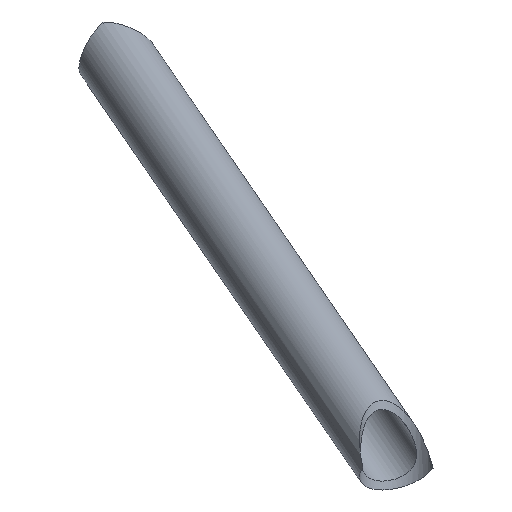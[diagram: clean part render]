
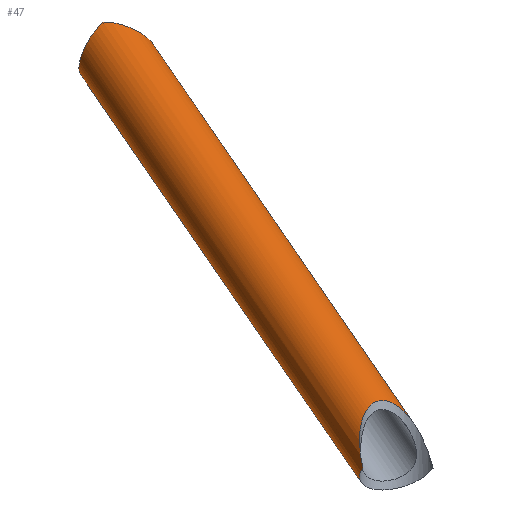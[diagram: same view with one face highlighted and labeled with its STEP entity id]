
A CAD part, top view. The second image highlights one B-rep face of the part: STEP entity #47.
In plain terms, the highlighted cylindrical face has radius 7.5 mm (diameter 15 mm), a partial arc.
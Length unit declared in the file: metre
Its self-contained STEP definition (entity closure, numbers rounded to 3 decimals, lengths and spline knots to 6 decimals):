
#47=ADVANCED_FACE('0:113',(#95),#96,.T.);
#95=FACE_OUTER_BOUND('',#140,.T.);
#96=CYLINDRICAL_SURFACE('',#141,0.0075);
#140=EDGE_LOOP('',(#221,#222,#223,#224,#225,#226,#227,#228,#229));
#141=AXIS2_PLACEMENT_3D('',#230,#231,#232);
#221=ORIENTED_EDGE('',*,*,#299,.T.);
#222=ORIENTED_EDGE('',*,*,#314,.F.);
#223=ORIENTED_EDGE('',*,*,#312,.T.);
#224=ORIENTED_EDGE('',*,*,#311,.T.);
#225=ORIENTED_EDGE('',*,*,#316,.T.);
#226=ORIENTED_EDGE('',*,*,#315,.F.);
#227=ORIENTED_EDGE('',*,*,#305,.T.);
#228=ORIENTED_EDGE('',*,*,#323,.F.);
#229=ORIENTED_EDGE('',*,*,#325,.T.);
#230=CARTESIAN_POINT('',(-1.591452,0.216288,0.246956));
#231=DIRECTION('',(-0.35,0.511,-0.785));
#232=DIRECTION('',(-0.785,-0.617,-0.051));
#299=EDGE_CURVE('',#359,#360,#361,.T.);
#305=EDGE_CURVE('',#372,#370,#373,.T.);
#311=EDGE_CURVE('0:146',#383,#380,#384,.T.);
#312=EDGE_CURVE('0:149',#381,#383,#385,.T.);
#314=EDGE_CURVE('0:134',#381,#360,#387,.T.);
#315=EDGE_CURVE('',#372,#388,#389,.T.);
#316=EDGE_CURVE('0:143',#380,#388,#390,.T.);
#323=EDGE_CURVE('0:167',#398,#370,#400,.T.);
#325=EDGE_CURVE('0:173',#398,#359,#402,.T.);
#359=VERTEX_POINT('',#567);
#360=VERTEX_POINT('',#568);
#361=LINE('',#569,#570);
#370=VERTEX_POINT('',#606);
#372=VERTEX_POINT('',#635);
#373=LINE('',#636,#637);
#380=VERTEX_POINT('',#658);
#381=VERTEX_POINT('',#659);
#383=VERTEX_POINT('',#662);
#384=B_SPLINE_CURVE_WITH_KNOTS('',3,(#663,#664,#665,#666,#667,#668,#669,#670,#671,#672,#673,#674,#675,#676,#677,#678,#679,#680,#681,#682,#683,#684,#685,#686,#687,#688,#689,#690),.UNSPECIFIED.,.F.,.F.,(4,3,3,3,3,3,3,3,3,4),(0.0,0.000016,0.000157,0.003121,0.245987,1.561917,3.539947,4.919963,6.20793,9.474037),.UNSPECIFIED.);
#385=B_SPLINE_CURVE_WITH_KNOTS('',5,(#691,#692,#693,#694,#695,#696,#697,#698,#699),.UNSPECIFIED.,.F.,.F.,(6,3,6),(0.0,3.693028,4.991803),.UNSPECIFIED.);
#387=ELLIPSE('',#701,0.00863,0.0075);
#388=VERTEX_POINT('',#702);
#389=ELLIPSE('',#703,0.015163,0.0075);
#390=ELLIPSE('',#704,0.015163,0.0075);
#398=VERTEX_POINT('',#808);
#400=B_SPLINE_CURVE_WITH_KNOTS('',3,(#810,#811,#812,#813,#814,#815,#816,#817,#818,#819,#820,#821,#822,#823,#824,#825,#826,#827,#828,#829,#830,#831,#832,#833,#834,#835,#836,#837),.UNSPECIFIED.,.F.,.F.,(4,3,3,3,3,3,3,3,3,4),(4.147701,8.117755,12.152036,15.451521,18.251529,20.860786,23.798696,27.400959,31.794571,32.922109),.UNSPECIFIED.);
#402=B_SPLINE_CURVE_WITH_KNOTS('',3,(#839,#840,#841,#842,#843,#844,#845,#846,#847,#848,#849,#850,#851),.UNSPECIFIED.,.F.,.F.,(4,2,2,1,2,2,4),(0.0,4.114604,8.975651,11.406174,13.836698,18.697745,23.558791),.UNSPECIFIED.);
#567=CARTESIAN_POINT('',(-1.641941,0.276678,0.1466));
#568=CARTESIAN_POINT('',(-1.587241,0.196936,0.269211));
#569=CARTESIAN_POINT('',(-1.597341,0.211659,0.246573));
#570=VECTOR('',#900,1.0);
#606=CARTESIAN_POINT('',(-1.628382,0.283338,0.15136));
#635=CARTESIAN_POINT('',(-1.577703,0.209459,0.264956));
#636=CARTESIAN_POINT('',(-1.585563,0.220917,0.247339));
#637=VECTOR('',#901,1.0);
#658=CARTESIAN_POINT('',(-1.587779,0.205369,0.272));
#659=CARTESIAN_POINT('',(-1.587779,0.198261,0.272));
#662=CARTESIAN_POINT('',(-1.587128,0.2,0.275056));
#663=CARTESIAN_POINT('',(-1.587127,0.200002,0.275058));
#664=CARTESIAN_POINT('',(-1.587129,0.2,0.275055));
#665=CARTESIAN_POINT('',(-1.587128,0.2,0.275056));
#666=CARTESIAN_POINT('',(-1.587128,0.2,0.275056));
#667=CARTESIAN_POINT('',(-1.587129,0.2,0.275055));
#668=CARTESIAN_POINT('',(-1.587128,0.2,0.275056));
#669=CARTESIAN_POINT('',(-1.587128,0.2,0.275056));
#670=CARTESIAN_POINT('',(-1.587129,0.2,0.275055));
#671=CARTESIAN_POINT('',(-1.587129,0.200001,0.275055));
#672=CARTESIAN_POINT('',(-1.587129,0.200002,0.275055));
#673=CARTESIAN_POINT('',(-1.58714,0.200052,0.275029));
#674=CARTESIAN_POINT('',(-1.587152,0.200102,0.275003));
#675=CARTESIAN_POINT('',(-1.587163,0.200151,0.274977));
#676=CARTESIAN_POINT('',(-1.587224,0.200419,0.274837));
#677=CARTESIAN_POINT('',(-1.587277,0.200676,0.274701));
#678=CARTESIAN_POINT('',(-1.587323,0.200909,0.274576));
#679=CARTESIAN_POINT('',(-1.587391,0.201259,0.274388));
#680=CARTESIAN_POINT('',(-1.587444,0.20156,0.274224));
#681=CARTESIAN_POINT('',(-1.587495,0.201887,0.274044));
#682=CARTESIAN_POINT('',(-1.587531,0.202114,0.273918));
#683=CARTESIAN_POINT('',(-1.587566,0.202358,0.273782));
#684=CARTESIAN_POINT('',(-1.5876,0.202624,0.27363));
#685=CARTESIAN_POINT('',(-1.587631,0.202873,0.273489));
#686=CARTESIAN_POINT('',(-1.587661,0.203139,0.273337));
#687=CARTESIAN_POINT('',(-1.587685,0.2034,0.273185));
#688=CARTESIAN_POINT('',(-1.587746,0.204062,0.2728));
#689=CARTESIAN_POINT('',(-1.587779,0.204719,0.272405));
#690=CARTESIAN_POINT('',(-1.587779,0.205369,0.272));
#691=CARTESIAN_POINT('',(-1.587779,0.198261,0.272));
#692=CARTESIAN_POINT('',(-1.587779,0.198506,0.272471));
#693=CARTESIAN_POINT('',(-1.587742,0.198757,0.272938));
#694=CARTESIAN_POINT('',(-1.587669,0.199013,0.273398));
#695=CARTESIAN_POINT('',(-1.587525,0.199362,0.274006));
#696=CARTESIAN_POINT('',(-1.58732,0.199713,0.27459));
#697=CARTESIAN_POINT('',(-1.587255,0.199817,0.274761));
#698=CARTESIAN_POINT('',(-1.587194,0.199909,0.274909));
#699=CARTESIAN_POINT('',(-1.587128,0.2,0.275056));
#701=AXIS2_PLACEMENT_3D('',#909,#910,#911);
#702=CARTESIAN_POINT('',(-1.587323,0.209175,0.269424));
#703=AXIS2_PLACEMENT_3D('',#912,#913,#914);
#704=AXIS2_PLACEMENT_3D('',#915,#916,#917);
#808=CARTESIAN_POINT('',(-1.63778,0.287149,0.15136));
#810=CARTESIAN_POINT('',(-1.63778,0.287149,0.15136));
#811=CARTESIAN_POINT('',(-1.636905,0.287178,0.151649));
#812=CARTESIAN_POINT('',(-1.636013,0.287076,0.151923));
#813=CARTESIAN_POINT('',(-1.635124,0.286886,0.152139));
#814=CARTESIAN_POINT('',(-1.63422,0.286694,0.152358));
#815=CARTESIAN_POINT('',(-1.633314,0.286409,0.15252));
#816=CARTESIAN_POINT('',(-1.632429,0.28604,0.15257));
#817=CARTESIAN_POINT('',(-1.631705,0.285738,0.152611));
#818=CARTESIAN_POINT('',(-1.630994,0.285379,0.152577));
#819=CARTESIAN_POINT('',(-1.630336,0.284965,0.152426));
#820=CARTESIAN_POINT('',(-1.629777,0.284613,0.152297));
#821=CARTESIAN_POINT('',(-1.629257,0.284222,0.15208));
#822=CARTESIAN_POINT('',(-1.628827,0.283809,0.151761));
#823=CARTESIAN_POINT('',(-1.628426,0.283425,0.151464));
#824=CARTESIAN_POINT('',(-1.628105,0.283024,0.151076));
#825=CARTESIAN_POINT('',(-1.627891,0.282637,0.150627));
#826=CARTESIAN_POINT('',(-1.62765,0.282202,0.150121));
#827=CARTESIAN_POINT('',(-1.627543,0.281787,0.149541));
#828=CARTESIAN_POINT('',(-1.627547,0.281411,0.148945));
#829=CARTESIAN_POINT('',(-1.627551,0.28095,0.148213));
#830=CARTESIAN_POINT('',(-1.627715,0.280546,0.14746));
#831=CARTESIAN_POINT('',(-1.627979,0.280186,0.14673));
#832=CARTESIAN_POINT('',(-1.6283,0.279747,0.14584));
#833=CARTESIAN_POINT('',(-1.62877,0.279372,0.144983));
#834=CARTESIAN_POINT('',(-1.62934,0.279022,0.144199));
#835=CARTESIAN_POINT('',(-1.629486,0.278933,0.143998));
#836=CARTESIAN_POINT('',(-1.629639,0.278845,0.143802));
#837=CARTESIAN_POINT('',(-1.629799,0.278758,0.143611));
#839=CARTESIAN_POINT('',(-1.63778,0.287149,0.15136));
#840=CARTESIAN_POINT('',(-1.638395,0.286598,0.151837));
#841=CARTESIAN_POINT('',(-1.638963,0.285941,0.152232));
#842=CARTESIAN_POINT('',(-1.640112,0.284379,0.152796));
#843=CARTESIAN_POINT('',(-1.640703,0.283408,0.152923));
#844=CARTESIAN_POINT('',(-1.641445,0.281909,0.152659));
#845=CARTESIAN_POINT('',(-1.641888,0.280901,0.152332));
#846=CARTESIAN_POINT('',(-1.642181,0.279967,0.151698));
#847=CARTESIAN_POINT('',(-1.642487,0.278682,0.15057));
#848=CARTESIAN_POINT('',(-1.642513,0.277989,0.149588));
#849=CARTESIAN_POINT('',(-1.642241,0.276947,0.147514));
#850=CARTESIAN_POINT('',(-1.641949,0.276588,0.146416));
#851=CARTESIAN_POINT('',(-1.641469,0.276335,0.14538));
#900=DIRECTION('',(0.35,-0.511,0.785));
#901=DIRECTION('',(-0.35,0.511,-0.785));
#909=CARTESIAN_POINT('',(-1.580279,0.2,0.272));
#910=DIRECTION('',(0.202,-0.869,0.452));
#911=DIRECTION('',(-0.354,-0.495,-0.794));
#912=CARTESIAN_POINT('',(-1.580279,0.2,0.272));
#913=DIRECTION('',(0.354,0.495,0.794));
#914=DIRECTION('',(0.202,-0.869,0.452));
#915=CARTESIAN_POINT('',(-1.580279,0.2,0.272));
#916=DIRECTION('',(-0.354,-0.495,-0.794));
#917=DIRECTION('',(-0.202,0.869,-0.452));
